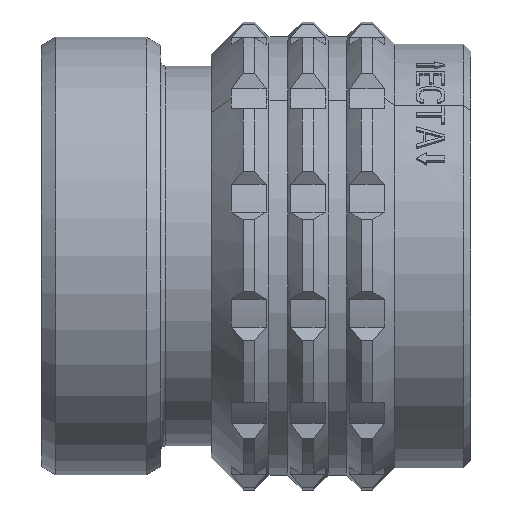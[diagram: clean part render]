
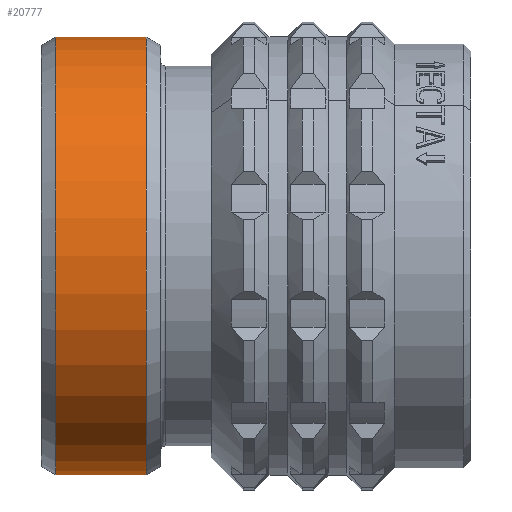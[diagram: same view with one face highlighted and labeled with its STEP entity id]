
A CAD part, top view. The second image highlights one B-rep face of the part: STEP entity #20777.
In plain terms, the highlighted cylindrical face has radius 15.175 mm (diameter 30.35 mm), a partial arc.
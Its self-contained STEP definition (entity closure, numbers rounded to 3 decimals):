
#122=CARTESIAN_POINT('',(1.,0.,0.));
#123=DIRECTION('',(1.,0.,0.));
#124=DIRECTION('',(0.,1.,0.));
#125=AXIS2_PLACEMENT_3D('',#122,#123,#124);
#127=CARTESIAN_POINT('',(7.3,0.,0.));
#128=DIRECTION('',(1.,0.,0.));
#129=DIRECTION('',(0.,1.,0.));
#130=AXIS2_PLACEMENT_3D('',#127,#128,#129);
#132=DIRECTION('',(-1.,0.,0.));
#133=VECTOR('',#132,6.3);
#134=CARTESIAN_POINT('',(7.3,15.175,0.));
#135=LINE('1637',#134,#133);
#136=DIRECTION('',(-1.,0.,0.));
#137=VECTOR('',#136,6.3);
#138=CARTESIAN_POINT('',(7.3,-15.175,0.));
#139=LINE('1643',#138,#137);
#18108=CARTESIAN_POINT('',(7.3,15.175,0.));
#18110=VERTEX_POINT('',#18108);
#18111=CARTESIAN_POINT('',(1.,15.175,0.));
#18112=VERTEX_POINT('',#18111);
#18124=CARTESIAN_POINT('',(7.3,-15.175,0.));
#18126=VERTEX_POINT('',#18124);
#18127=CARTESIAN_POINT('',(1.,-15.175,0.));
#18128=VERTEX_POINT('',#18127);
#20763=CARTESIAN_POINT('',(-1.49,0.,0.));
#20764=DIRECTION('',(1.,0.,0.));
#20765=DIRECTION('',(0.,-1.,0.));
#20766=AXIS2_PLACEMENT_3D('',#20763,#20764,#20765);
#20767=CYLINDRICAL_SURFACE('277',#20766,15.175);
#20769=ORIENTED_EDGE('1637',*,*,#20768,.F.);
#20771=ORIENTED_EDGE('1656',*,*,#20770,.T.);
#20773=ORIENTED_EDGE('1643',*,*,#20772,.T.);
#20774=ORIENTED_EDGE('1657',*,*,#20749,.F.);
#20775=EDGE_LOOP('277',(#20769,#20771,#20773,#20774));
#20776=FACE_OUTER_BOUND('277',#20775,.F.);
#126=CIRCLE('1657',#125,15.175);
#131=CIRCLE('1656',#130,15.175);
#20749=EDGE_CURVE('1657',#18112,#18128,#126,.T.);
#20768=EDGE_CURVE('1637',#18110,#18112,#135,.T.);
#20770=EDGE_CURVE('1656',#18110,#18126,#131,.T.);
#20772=EDGE_CURVE('1643',#18126,#18128,#139,.T.);
#20777=ADVANCED_FACE('277',(#20776),#20767,.T.);
